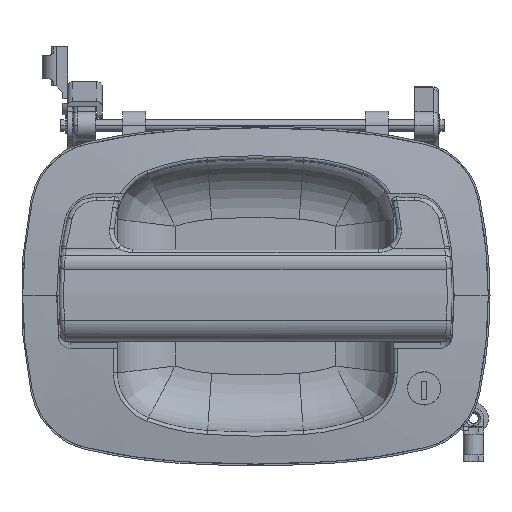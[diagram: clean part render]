
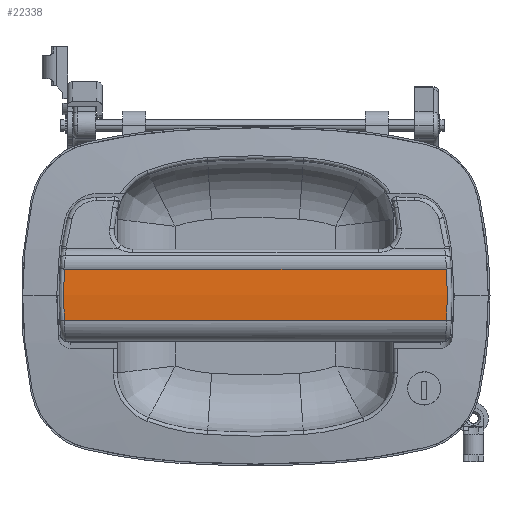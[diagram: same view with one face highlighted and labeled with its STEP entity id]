
A CAD part, top view. The second image highlights one B-rep face of the part: STEP entity #22338.
In plain terms, the highlighted cylindrical face has radius 150 mm (diameter 300 mm), a partial arc.
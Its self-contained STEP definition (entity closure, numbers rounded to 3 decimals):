
#4160 = CARTESIAN_POINT ( 'NONE',  ( -82.712, -10.7, 26.618 ) ) ;
#4161 = CARTESIAN_POINT ( 'NONE',  ( 82.711, -10.7, 26.618 ) ) ;
#4164 = CARTESIAN_POINT ( 'NONE',  ( -82.612, 11.408, 26.566 ) ) ;
#4165 = CARTESIAN_POINT ( 'NONE',  ( -82.67, 11.41, 26.565 ) ) ;
#4166 = CARTESIAN_POINT ( 'NONE',  ( 82.67, 11.41, 26.565 ) ) ;
#4167 = CARTESIAN_POINT ( 'NONE',  ( 82.612, 11.408, 26.566 ) ) ;
#8146 = FACE_OUTER_BOUND ( 'NONE', #21411, .T. ) ;
#8150 = AXIS2_PLACEMENT_3D ( 'NONE', #9549, #9550, #9551 ) ;
#8151 = CYLINDRICAL_SURFACE ( 'NONE', #8150, 150. ) ;
#8600 = VECTOR ( 'NONE', #12030, 1000. ) ;
#8602 = VECTOR ( 'NONE', #12083, 1000. ) ;
#9549 = CARTESIAN_POINT ( 'NONE',  ( -100., 0., -123. ) ) ;
#9550 = DIRECTION ( 'NONE',  ( 1., 0., 0. ) ) ;
#9551 = DIRECTION ( 'NONE',  ( 0., 0., -1. ) ) ;
#12028 = LINE ( 'NONE', #12029, #8600 ) ;
#12029 = CARTESIAN_POINT ( 'NONE',  ( -100., -10.7, 26.618 ) ) ;
#12030 = DIRECTION ( 'NONE',  ( 1., 0., 0. ) ) ;
#12064 = CARTESIAN_POINT ( 'NONE',  ( -82.67, 11.41, 26.565 ) ) ;
#12065 = CARTESIAN_POINT ( 'NONE',  ( -83.118, 4.042, 27.127 ) ) ;
#12066 = CARTESIAN_POINT ( 'NONE',  ( -83.132, -3.328, 27.145 ) ) ;
#12067 = CARTESIAN_POINT ( 'NONE',  ( -82.712, -10.7, 26.618 ) ) ;
#12068 = CARTESIAN_POINT ( 'NONE',  ( -82.612, 11.408, 26.566 ) ) ;
#12069 = CARTESIAN_POINT ( 'NONE',  ( -82.632, 11.408, 26.566 ) ) ;
#12070 = CARTESIAN_POINT ( 'NONE',  ( -82.651, 11.409, 26.565 ) ) ;
#12071 = CARTESIAN_POINT ( 'NONE',  ( -82.67, 11.41, 26.565 ) ) ;
#12072 = CARTESIAN_POINT ( 'NONE',  ( 82.711, -10.7, 26.618 ) ) ;
#12073 = CARTESIAN_POINT ( 'NONE',  ( 83.132, -3.328, 27.145 ) ) ;
#12074 = CARTESIAN_POINT ( 'NONE',  ( 83.118, 4.042, 27.127 ) ) ;
#12075 = CARTESIAN_POINT ( 'NONE',  ( 82.67, 11.41, 26.565 ) ) ;
#12076 = CARTESIAN_POINT ( 'NONE',  ( 82.67, 11.41, 26.565 ) ) ;
#12077 = CARTESIAN_POINT ( 'NONE',  ( 82.651, 11.409, 26.565 ) ) ;
#12078 = CARTESIAN_POINT ( 'NONE',  ( 82.631, 11.408, 26.566 ) ) ;
#12079 = CARTESIAN_POINT ( 'NONE',  ( 82.612, 11.408, 26.566 ) ) ;
#12081 = LINE ( 'NONE', #12082, #8602 ) ;
#12082 = CARTESIAN_POINT ( 'NONE',  ( -100., 11.408, 26.566 ) ) ;
#12083 = DIRECTION ( 'NONE',  ( 1., 0., 0. ) ) ;
#16324 = B_SPLINE_CURVE_WITH_KNOTS ( 'NONE', 3,
 ( #12064, #12065, #12066, #12067 ),
 .UNSPECIFIED., .F., .F.,
 ( 4, 4 ),
 ( 0., 0.022 ),
 .UNSPECIFIED. ) ;
#16325 = B_SPLINE_CURVE_WITH_KNOTS ( 'NONE', 3,
 ( #12068, #12069, #12070, #12071 ),
 .UNSPECIFIED., .F., .F.,
 ( 4, 4 ),
 ( 0., 0. ),
 .UNSPECIFIED. ) ;
#16326 = B_SPLINE_CURVE_WITH_KNOTS ( 'NONE', 3,
 ( #12072, #12073, #12074, #12075 ),
 .UNSPECIFIED., .F., .F.,
 ( 4, 4 ),
 ( 0., 0.022 ),
 .UNSPECIFIED. ) ;
#16327 = B_SPLINE_CURVE_WITH_KNOTS ( 'NONE', 3,
 ( #12076, #12077, #12078, #12079 ),
 .UNSPECIFIED., .F., .F.,
 ( 4, 4 ),
 ( 0., 0. ),
 .UNSPECIFIED. ) ;
#19544 = VERTEX_POINT ( 'NONE', #4160 ) ;
#19545 = VERTEX_POINT ( 'NONE', #4161 ) ;
#19548 = VERTEX_POINT ( 'NONE', #4164 ) ;
#19549 = VERTEX_POINT ( 'NONE', #4165 ) ;
#19550 = VERTEX_POINT ( 'NONE', #4166 ) ;
#19551 = VERTEX_POINT ( 'NONE', #4167 ) ;
#21411 = EDGE_LOOP ( 'NONE', ( #25255, #25258, #25257, #25259, #25261, #25260 ) ) ;
#22338 = ADVANCED_FACE ( 'NONE', ( #8146 ), #8151, .T. ) ;
#23995 = EDGE_CURVE ( 'NONE', #19544, #19545, #12028, .T. ) ;
#23999 = EDGE_CURVE ( 'NONE', #19549, #19544, #16324, .T. ) ;
#24000 = EDGE_CURVE ( 'NONE', #19548, #19549, #16325, .T. ) ;
#24001 = EDGE_CURVE ( 'NONE', #19545, #19550, #16326, .T. ) ;
#24002 = EDGE_CURVE ( 'NONE', #19550, #19551, #16327, .T. ) ;
#24003 = EDGE_CURVE ( 'NONE', #19548, #19551, #12081, .T. ) ;
#25255 = ORIENTED_EDGE ( 'NONE', *, *, #24000, .T. ) ;
#25257 = ORIENTED_EDGE ( 'NONE', *, *, #23995, .T. ) ;
#25258 = ORIENTED_EDGE ( 'NONE', *, *, #23999, .T. ) ;
#25259 = ORIENTED_EDGE ( 'NONE', *, *, #24001, .T. ) ;
#25260 = ORIENTED_EDGE ( 'NONE', *, *, #24003, .F. ) ;
#25261 = ORIENTED_EDGE ( 'NONE', *, *, #24002, .T. ) ;
